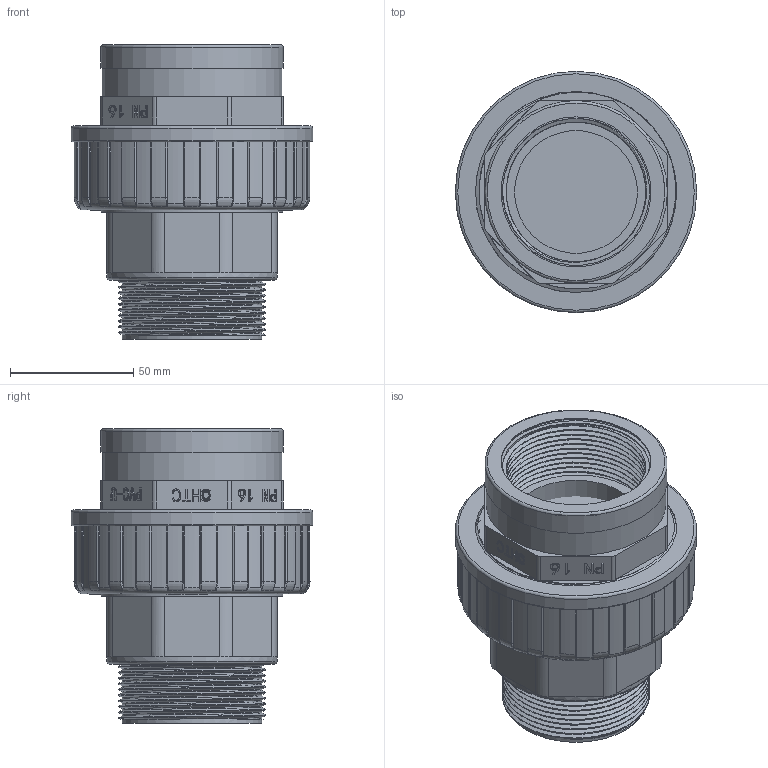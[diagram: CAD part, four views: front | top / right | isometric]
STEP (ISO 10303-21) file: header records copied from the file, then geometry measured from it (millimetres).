
FILE_DESCRIPTION(/* description */ (''),/* implementation_level */ '2;1');
FILE_NAME(/* name */ 'V1F063+铁圈.stp',/* time_stamp */ '2025-03-29T15:31:00+08:00',/* author */ (''),/* organization */ (''),/* preprocessor_version */ 'ST-DEVELOPER v16',/* originating_system */ 'SIEMENS PLM Software NX 10.0',/* authorisation */ '');
FILE_SCHEMA (('AUTOMOTIVE_DESIGN { 1 0 10303 214 3 1 1 1 }'));
Length unit declared in the file: millimetre
Products named in the file (1): gelv1774380Bv04h
Bounding box: 97.9 x 97.9 x 119.4 mm (x, y, z)
Volume: 222291.6 mm3; surface area: 110361.7 mm2
Topology: 4 solids, 5 shells, 895 faces, 2388 edges, 1571 vertices
Faces by surface type: plane 399, extrusion 224, cylinder 189, bspline 52, torus 31
Full cylindrical faces by diameter (mm): 2 x1, 2.486 x1, 3 x1, 3.315 x1, 45 x1, 49.8 x1, 56.3 x1, 56.656 x10, 59.614 x11, 60 x1, 60.8 x1, 64 x1, 69 x1, 70 x1, 73 x2, 73.5 x1, 74 x2, 78 x1, 78.576 x18, 81.534 x10, 97.9 x1
Entity records: 41389 total; most frequent: CARTESIAN_POINT 22606, ORIENTED_EDGE 4394, DIRECTION 2783, EDGE_CURVE 2197, VERTEX_POINT 1463, B_SPLINE_CURVE_WITH_KNOTS 1332, VECTOR 987, EDGE_LOOP 957
